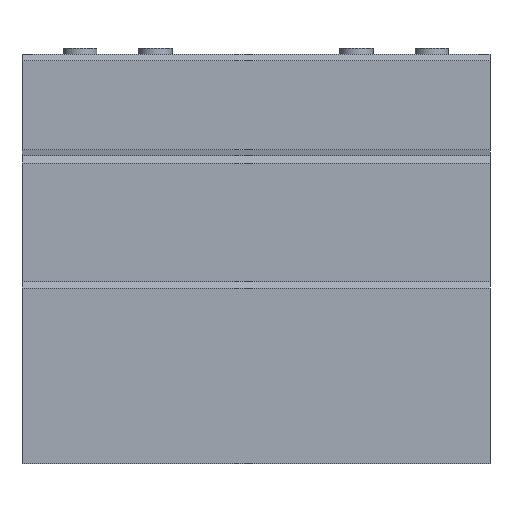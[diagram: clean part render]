
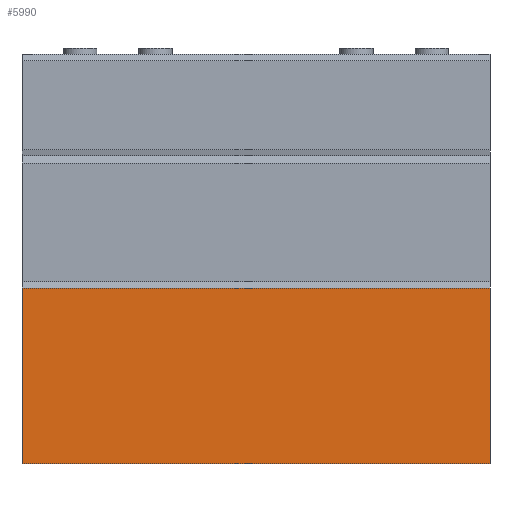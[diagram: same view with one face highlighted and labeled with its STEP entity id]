
A CAD part, front view. The second image highlights one B-rep face of the part: STEP entity #5990.
In plain terms, the highlighted planar face has unit normal (0, -1, 0).
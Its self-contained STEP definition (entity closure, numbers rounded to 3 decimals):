
#1 = FACE_OUTER_BOUND ( 'NONE', #4435, .T. ) ;
#24 = VECTOR ( 'NONE', #1770, 1000. ) ;
#112 = LINE ( 'NONE', #1826, #24 ) ;
#135 = VECTOR ( 'NONE', #491, 1000. ) ;
#491 = DIRECTION ( 'NONE',  ( 0., 0., -1. ) ) ;
#693 = CARTESIAN_POINT ( 'NONE',  ( 74.5, 0., 28. ) ) ;
#887 = CARTESIAN_POINT ( 'NONE',  ( 74.5, 0., 0. ) ) ;
#1115 = CARTESIAN_POINT ( 'NONE',  ( 0., 0., 29. ) ) ;
#1122 = CARTESIAN_POINT ( 'NONE',  ( 0., 0., 28. ) ) ;
#1142 = ORIENTED_EDGE ( 'NONE', *, *, #4669, .F. ) ;
#1561 = CARTESIAN_POINT ( 'NONE',  ( 74.5, 0., 29. ) ) ;
#1692 = VERTEX_POINT ( 'NONE', #1122 ) ;
#1770 = DIRECTION ( 'NONE',  ( -1., 0., 0. ) ) ;
#1776 = AXIS2_PLACEMENT_3D ( 'NONE', #5894, #2810, #3808 ) ;
#1792 = CARTESIAN_POINT ( 'NONE',  ( 74.5, 0., 28. ) ) ;
#1826 = CARTESIAN_POINT ( 'NONE',  ( 74.5, 0., 0. ) ) ;
#1905 = EDGE_CURVE ( 'NONE', #4206, #1692, #4509, .T. ) ;
#1908 = ORIENTED_EDGE ( 'NONE', *, *, #3964, .T. ) ;
#2180 = DIRECTION ( 'NONE',  ( 0., 0., -1. ) ) ;
#2437 = CARTESIAN_POINT ( 'NONE',  ( 0., 0., 0. ) ) ;
#2797 = LINE ( 'NONE', #1115, #5016 ) ;
#2810 = DIRECTION ( 'NONE',  ( 0., 1., 0. ) ) ;
#3100 = VECTOR ( 'NONE', #4413, 1000. ) ;
#3738 = ORIENTED_EDGE ( 'NONE', *, *, #4897, .F. ) ;
#3792 = VERTEX_POINT ( 'NONE', #2437 ) ;
#3808 = DIRECTION ( 'NONE',  ( 0., 0., 1. ) ) ;
#3964 = EDGE_CURVE ( 'NONE', #1692, #3792, #2797, .T. ) ;
#4206 = VERTEX_POINT ( 'NONE', #693 ) ;
#4413 = DIRECTION ( 'NONE',  ( -1., 0., 0. ) ) ;
#4435 = EDGE_LOOP ( 'NONE', ( #1142, #4890, #1908, #3738 ) ) ;
#4509 = LINE ( 'NONE', #1792, #3100 ) ;
#4669 = EDGE_CURVE ( 'NONE', #4206, #5027, #6604, .T. ) ;
#4890 = ORIENTED_EDGE ( 'NONE', *, *, #1905, .T. ) ;
#4897 = EDGE_CURVE ( 'NONE', #5027, #3792, #112, .T. ) ;
#5016 = VECTOR ( 'NONE', #2180, 1000. ) ;
#5027 = VERTEX_POINT ( 'NONE', #887 ) ;
#5347 = PLANE ( 'NONE',  #1776 ) ;
#5894 = CARTESIAN_POINT ( 'NONE',  ( 74.5, 0., 29. ) ) ;
#5990 = ADVANCED_FACE ( 'NONE', ( #1 ), #5347, .F. ) ;
#6604 = LINE ( 'NONE', #1561, #135 ) ;
